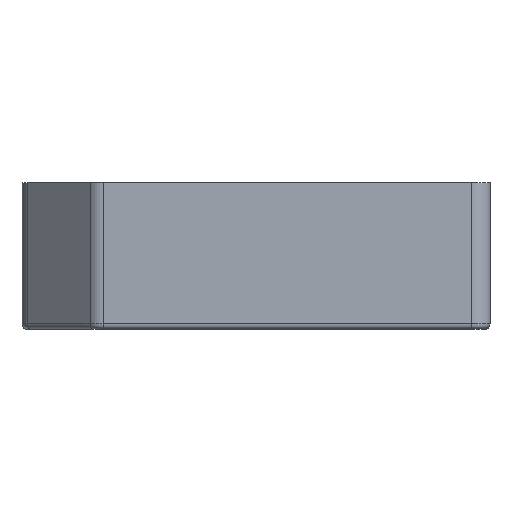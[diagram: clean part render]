
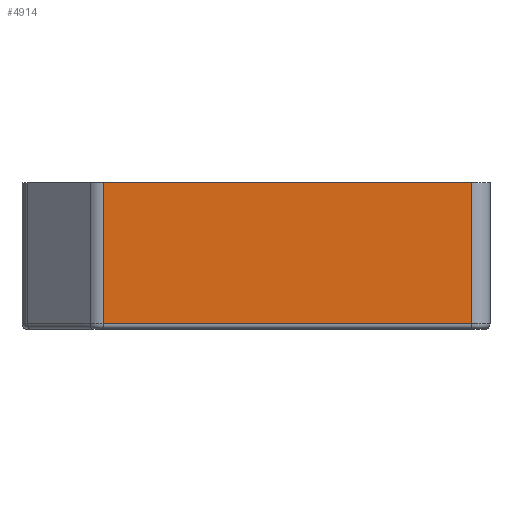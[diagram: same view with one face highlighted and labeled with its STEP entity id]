
A CAD part, left-side view. The second image highlights one B-rep face of the part: STEP entity #4914.
In plain terms, the highlighted planar face has unit normal (-1, 0, 0).
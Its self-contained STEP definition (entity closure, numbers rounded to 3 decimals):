
#48 = CARTESIAN_POINT ( 'NONE',  ( -25., 21.5, 8. ) ) ;
#53 = CARTESIAN_POINT ( 'NONE',  ( -25., 1., 0.3 ) ) ;
#278 = VECTOR ( 'NONE', #1655, 1000. ) ;
#398 = DIRECTION ( 'NONE',  ( 0., 0., -1. ) ) ;
#558 = LINE ( 'NONE', #691, #2891 ) ;
#691 = CARTESIAN_POINT ( 'NONE',  ( -25., 21.086, 8. ) ) ;
#1042 = EDGE_CURVE ( 'NONE', #3086, #3433, #4247, .T. ) ;
#1267 = PLANE ( 'NONE',  #4978 ) ;
#1330 = VERTEX_POINT ( 'NONE', #5338 ) ;
#1655 = DIRECTION ( 'NONE',  ( 0., -1., 0. ) ) ;
#1661 = EDGE_CURVE ( 'NONE', #2979, #3086, #4956, .T. ) ;
#1676 = CARTESIAN_POINT ( 'NONE',  ( -25., 1., 8. ) ) ;
#1782 = CARTESIAN_POINT ( 'NONE',  ( -25., 1., 8. ) ) ;
#1991 = DIRECTION ( 'NONE',  ( 0., 0., -1. ) ) ;
#2040 = CARTESIAN_POINT ( 'NONE',  ( -25., 21.086, 8. ) ) ;
#2069 = ORIENTED_EDGE ( 'NONE', *, *, #1661, .F. ) ;
#2177 = DIRECTION ( 'NONE',  ( 1., 0., 0. ) ) ;
#2179 = EDGE_LOOP ( 'NONE', ( #5007, #2561, #2747, #2069 ) ) ;
#2198 = EDGE_CURVE ( 'NONE', #2979, #1330, #558, .T. ) ;
#2561 = ORIENTED_EDGE ( 'NONE', *, *, #4418, .T. ) ;
#2747 = ORIENTED_EDGE ( 'NONE', *, *, #1042, .F. ) ;
#2891 = VECTOR ( 'NONE', #1991, 1000. ) ;
#2936 = CARTESIAN_POINT ( 'NONE',  ( -25., 21.5, 0.3 ) ) ;
#2979 = VERTEX_POINT ( 'NONE', #2040 ) ;
#3086 = VERTEX_POINT ( 'NONE', #1782 ) ;
#3146 = DIRECTION ( 'NONE',  ( 0., -1., 0. ) ) ;
#3383 = DIRECTION ( 'NONE',  ( 0., 1., 0. ) ) ;
#3433 = VERTEX_POINT ( 'NONE', #53 ) ;
#3612 = LINE ( 'NONE', #2936, #278 ) ;
#3835 = VECTOR ( 'NONE', #3146, 1000. ) ;
#4247 = LINE ( 'NONE', #1676, #4512 ) ;
#4418 = EDGE_CURVE ( 'NONE', #1330, #3433, #3612, .T. ) ;
#4512 = VECTOR ( 'NONE', #398, 1000. ) ;
#4746 = FACE_OUTER_BOUND ( 'NONE', #2179, .T. ) ;
#4844 = CARTESIAN_POINT ( 'NONE',  ( -25., 21.5, 8. ) ) ;
#4914 = ADVANCED_FACE ( 'NONE', ( #4746 ), #1267, .F. ) ;
#4956 = LINE ( 'NONE', #4844, #3835 ) ;
#4978 = AXIS2_PLACEMENT_3D ( 'NONE', #48, #2177, #3383 ) ;
#5007 = ORIENTED_EDGE ( 'NONE', *, *, #2198, .T. ) ;
#5338 = CARTESIAN_POINT ( 'NONE',  ( -25., 21.086, 0.3 ) ) ;
